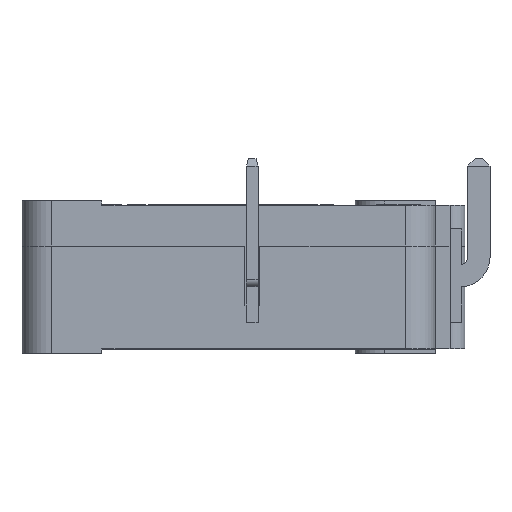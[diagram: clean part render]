
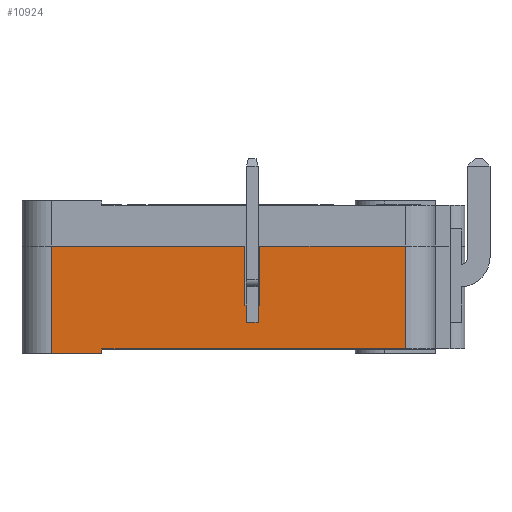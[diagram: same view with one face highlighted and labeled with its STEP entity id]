
A CAD part, front view. The second image highlights one B-rep face of the part: STEP entity #10924.
In plain terms, the highlighted planar face has unit normal (0, -1, 0).
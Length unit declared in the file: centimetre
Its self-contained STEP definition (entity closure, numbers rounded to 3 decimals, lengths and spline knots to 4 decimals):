
#1106=FACE_OUTER_BOUND('',#1736,.T.);
#1736=EDGE_LOOP('',(#9906,#9907,#9908,#9909,#9910,#9911,#9912,#9913,#9914,
#9915,#9916,#9917,#9918,#9919));
#2055=LINE('',#14291,#3249);
#2089=LINE('',#14362,#3283);
#2097=LINE('',#14378,#3291);
#2098=LINE('',#14381,#3292);
#2103=LINE('',#14390,#3297);
#2105=LINE('',#14395,#3299);
#2111=LINE('',#14407,#3305);
#2694=LINE('',#17837,#3888);
#2696=LINE('',#17841,#3890);
#3006=LINE('',#19678,#4200);
#3014=LINE('',#19699,#4208);
#3017=LINE('',#19708,#4211);
#3030=LINE('',#19741,#4224);
#3031=LINE('',#19743,#4225);
#3249=VECTOR('',#11967,1.);
#3283=VECTOR('',#12029,1.);
#3291=VECTOR('',#12043,1.);
#3292=VECTOR('',#12046,1.);
#3297=VECTOR('',#12053,1.);
#3299=VECTOR('',#12057,1.);
#3305=VECTOR('',#12063,1.);
#3888=VECTOR('',#12968,1.);
#3890=VECTOR('',#12974,1.);
#4200=VECTOR('',#13668,1.);
#4208=VECTOR('',#13688,1.);
#4211=VECTOR('',#13699,1.);
#4224=VECTOR('',#13740,1.);
#4225=VECTOR('',#13743,1.);
#4409=VERTEX_POINT('',#14288);
#4410=VERTEX_POINT('',#14290);
#4433=VERTEX_POINT('',#14360);
#4438=VERTEX_POINT('',#14376);
#4439=VERTEX_POINT('',#14380);
#4442=VERTEX_POINT('',#14388);
#4443=VERTEX_POINT('',#14392);
#4444=VERTEX_POINT('',#14394);
#4449=VERTEX_POINT('',#14404);
#4450=VERTEX_POINT('',#14406);
#5240=VERTEX_POINT('',#19674);
#5242=VERTEX_POINT('',#19677);
#5249=VERTEX_POINT('',#19697);
#5251=VERTEX_POINT('',#19707);
#5519=EDGE_CURVE('',#4410,#4409,#2055,.T.);
#5555=EDGE_CURVE('',#4409,#4433,#2089,.T.);
#5563=EDGE_CURVE('',#4433,#4438,#2097,.T.);
#5564=EDGE_CURVE('',#4439,#4410,#2098,.T.);
#5569=EDGE_CURVE('',#4438,#4442,#2103,.T.);
#5571=EDGE_CURVE('',#4444,#4443,#2105,.T.);
#5577=EDGE_CURVE('',#4450,#4449,#2111,.T.);
#6380=EDGE_CURVE('',#4443,#4439,#2694,.T.);
#6382=EDGE_CURVE('',#4442,#4450,#2696,.T.);
#6788=EDGE_CURVE('',#5242,#5240,#3006,.T.);
#6799=EDGE_CURVE('',#5240,#5249,#3014,.T.);
#6803=EDGE_CURVE('',#5242,#5251,#3017,.T.);
#6819=EDGE_CURVE('',#5249,#4444,#3030,.T.);
#6820=EDGE_CURVE('',#5251,#4449,#3031,.T.);
#9906=ORIENTED_EDGE('',*,*,#5563,.T.);
#9907=ORIENTED_EDGE('',*,*,#5569,.T.);
#9908=ORIENTED_EDGE('',*,*,#6382,.T.);
#9909=ORIENTED_EDGE('',*,*,#5577,.T.);
#9910=ORIENTED_EDGE('',*,*,#6820,.F.);
#9911=ORIENTED_EDGE('',*,*,#6803,.F.);
#9912=ORIENTED_EDGE('',*,*,#6788,.T.);
#9913=ORIENTED_EDGE('',*,*,#6799,.T.);
#9914=ORIENTED_EDGE('',*,*,#6819,.T.);
#9915=ORIENTED_EDGE('',*,*,#5571,.T.);
#9916=ORIENTED_EDGE('',*,*,#6380,.T.);
#9917=ORIENTED_EDGE('',*,*,#5564,.T.);
#9918=ORIENTED_EDGE('',*,*,#5519,.T.);
#9919=ORIENTED_EDGE('',*,*,#5555,.T.);
#10344=PLANE('',#11477);
#10924=ADVANCED_FACE('',(#1106),#10344,.T.);
#11477=AXIS2_PLACEMENT_3D('',#19742,#13741,#13742);
#11967=DIRECTION('',(0.,0.,-1.));
#12029=DIRECTION('',(-1.,0.,0.));
#12043=DIRECTION('',(0.,0.,1.));
#12046=DIRECTION('',(-1.,0.,0.));
#12053=DIRECTION('',(-1.,0.,0.));
#12057=DIRECTION('',(-1.,0.,0.));
#12063=DIRECTION('',(-1.,0.,0.));
#12968=DIRECTION('',(0.,0.,-1.));
#12974=DIRECTION('',(0.,0.,1.));
#13668=DIRECTION('',(0.,0.,1.));
#13688=DIRECTION('',(1.,0.,0.));
#13699=DIRECTION('',(-1.,0.,0.));
#13740=DIRECTION('',(0.,0.,1.));
#13741=DIRECTION('center_axis',(0.,-1.,0.));
#13742=DIRECTION('ref_axis',(0.,0.,-1.));
#13743=DIRECTION('',(0.,0.,1.));
#14288=CARTESIAN_POINT('',(-1.295,-0.7475,0.21));
#14290=CARTESIAN_POINT('',(-1.295,-0.7475,0.325));
#14291=CARTESIAN_POINT('',(-1.295,-0.7475,0.3625));
#14360=CARTESIAN_POINT('',(-1.375,-0.7475,0.21));
#14362=CARTESIAN_POINT('',(-0.7975,-0.7475,0.21));
#14376=CARTESIAN_POINT('',(-1.375,-0.7475,0.325));
#14378=CARTESIAN_POINT('',(-1.375,-0.7475,0.1625));
#14380=CARTESIAN_POINT('',(-1.285,-0.7475,0.325));
#14381=CARTESIAN_POINT('',(-0.8425,-0.7475,0.325));
#14388=CARTESIAN_POINT('',(-1.385,-0.7475,0.325));
#14390=CARTESIAN_POINT('',(-0.8425,-0.7475,0.325));
#14392=CARTESIAN_POINT('',(-1.285,-0.7475,0.725));
#14394=CARTESIAN_POINT('',(-0.3,-0.7475,0.725));
#14395=CARTESIAN_POINT('',(-1.5951,-0.7475,0.725));
#14404=CARTESIAN_POINT('',(-2.69,-0.7475,0.725));
#14406=CARTESIAN_POINT('',(-1.385,-0.7475,0.725));
#14407=CARTESIAN_POINT('',(-1.5951,-0.7475,0.725));
#17837=CARTESIAN_POINT('',(-1.285,-0.7475,0.1625));
#17841=CARTESIAN_POINT('',(-1.385,-0.7475,0.3625));
#19674=CARTESIAN_POINT('',(-2.35,-0.7475,0.03));
#19677=CARTESIAN_POINT('',(-2.35,-0.7475,0.));
#19678=CARTESIAN_POINT('',(-2.35,-0.7475,0.));
#19697=CARTESIAN_POINT('',(-0.3,-0.7475,0.03));
#19699=CARTESIAN_POINT('',(-0.8445,-0.7475,0.03));
#19707=CARTESIAN_POINT('',(-2.69,-0.7475,0.));
#19708=CARTESIAN_POINT('',(-0.3,-0.7475,0.));
#19741=CARTESIAN_POINT('',(-0.3,-0.7475,0.));
#19742=CARTESIAN_POINT('Origin',(-0.3,-0.7475,0.));
#19743=CARTESIAN_POINT('',(-2.69,-0.7475,0.));
